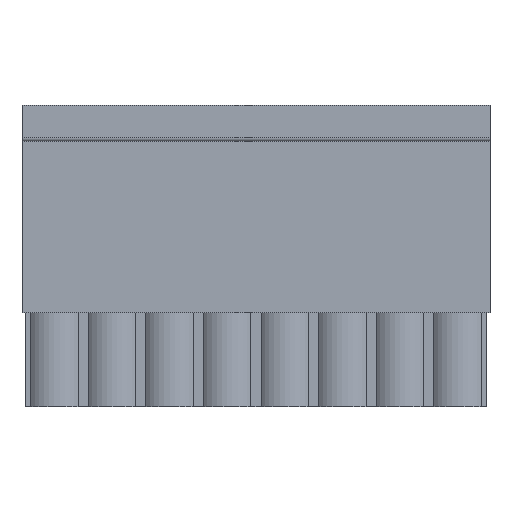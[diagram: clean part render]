
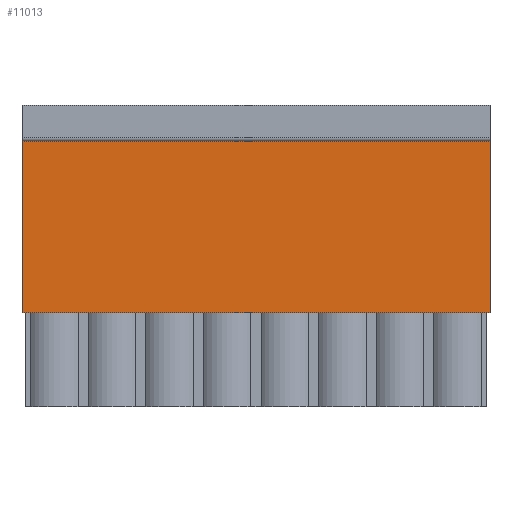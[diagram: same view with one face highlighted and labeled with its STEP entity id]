
A CAD part, top view. The second image highlights one B-rep face of the part: STEP entity #11013.
In plain terms, the highlighted planar face has unit normal (0, 0, 1).
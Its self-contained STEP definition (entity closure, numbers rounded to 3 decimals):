
#1=DIRECTION('',(0.,-1.,0.));
#2=VECTOR('',#1,15.1);
#3=CARTESIAN_POINT('',(0.,9.44,6.96));
#4=LINE('',#3,#2);
#402=DIRECTION('',(-1.,0.,0.));
#403=VECTOR('',#402,41.26);
#404=CARTESIAN_POINT('',(0.,-5.66,6.96));
#405=LINE('',#404,#403);
#1829=DIRECTION('',(0.,-1.,0.));
#1830=VECTOR('',#1829,15.1);
#1831=CARTESIAN_POINT('',(-41.26,9.44,6.96));
#1832=LINE('',#1831,#1830);
#3375=DIRECTION('',(-1.,0.,0.));
#3376=VECTOR('',#3375,41.26);
#3377=CARTESIAN_POINT('',(0.,9.44,6.96));
#3378=LINE('',#3377,#3376);
#5219=CARTESIAN_POINT('',(0.,9.44,6.96));
#5220=CARTESIAN_POINT('',(0.,-5.66,6.96));
#5221=VERTEX_POINT('',#5219);
#5222=VERTEX_POINT('',#5220);
#5265=CARTESIAN_POINT('',(-41.26,9.44,6.96));
#5266=CARTESIAN_POINT('',(-41.26,-5.66,6.96));
#5267=VERTEX_POINT('',#5265);
#5268=VERTEX_POINT('',#5266);
#11002=CARTESIAN_POINT('',(0.,9.44,6.96));
#11003=DIRECTION('',(0.,0.,1.));
#11004=DIRECTION('',(0.,-1.,0.));
#11005=AXIS2_PLACEMENT_3D('',#11002,#11003,#11004);
#11006=PLANE('',#11005);
#11007=ORIENTED_EDGE('',*,*,#6862,.T.);
#11008=ORIENTED_EDGE('',*,*,#6920,.T.);
#11009=ORIENTED_EDGE('',*,*,#9229,.F.);
#11010=ORIENTED_EDGE('',*,*,#10995,.F.);
#11011=EDGE_LOOP('',(#11007,#11008,#11009,#11010));
#11012=FACE_OUTER_BOUND('',#11011,.F.);
#11013=ADVANCED_FACE('',(#11012),#11006,.T.);
#6862=EDGE_CURVE('',#5221,#5222,#4,.T.);
#6920=EDGE_CURVE('',#5222,#5268,#405,.T.);
#9229=EDGE_CURVE('',#5267,#5268,#1832,.T.);
#10995=EDGE_CURVE('',#5221,#5267,#3378,.T.);
